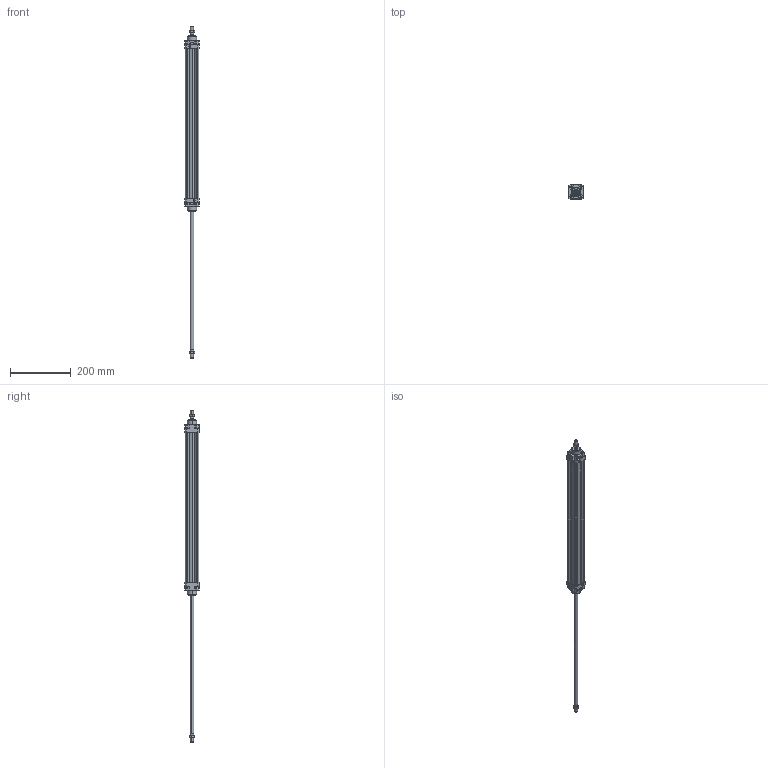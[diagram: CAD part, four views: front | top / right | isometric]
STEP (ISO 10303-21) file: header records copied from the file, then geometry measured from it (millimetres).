
FILE_DESCRIPTION((''),'2;1');
FILE_NAME('1319_32_0450_02.stp','2003-04-08T12:49:24',('maffial1'),(''),'Autodesk Inventor (R) 6.0','Autodesk Inventor (R) 6.0','');
FILE_SCHEMA(('AUTOMOTIVE_DESIGN { 1 0 10303 214 1 1 1 1 }'));
Length unit declared in the file: millimetre
Products named in the file (4): 1319_32_0450_02; CIM04_32_450; CIM03_32_450; 1320_32_18F
Assembly tree (4 placements, depth 2):
  1319_32_0450_02
    CIM04_32_450
    CIM03_32_450
    1320_32_18F  x2
Bounding box: 46 x 46 x 1090 mm (x, y, z)
Volume: 892060.7 mm3; surface area: 179900.2 mm2
Topology: 4 solids, 4 shells, 304 faces, 756 edges, 468 vertices
Faces by surface type: plane 140, bspline 76, cone 60, cylinder 28
Entity records: 8474 total; most frequent: CARTESIAN_POINT 2046, ORIENTED_EDGE 1352, DIRECTION 1228, EDGE_CURVE 676, VECTOR 496, LINE 496, VERTEX_POINT 432, AXIS2_PLACEMENT_3D 366
